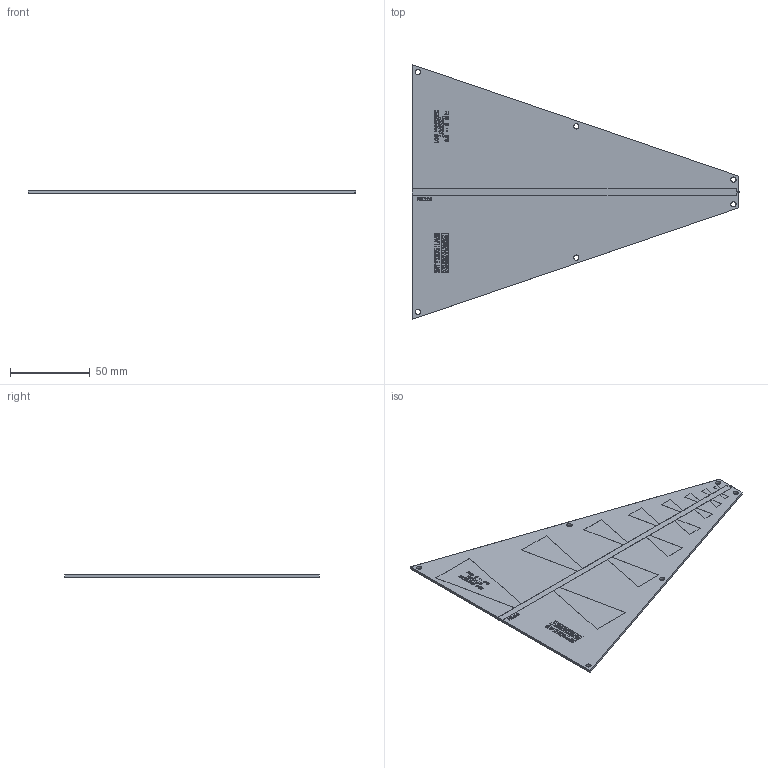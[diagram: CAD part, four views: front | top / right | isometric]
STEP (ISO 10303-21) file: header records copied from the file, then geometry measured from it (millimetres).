
FILE_DESCRIPTION(('KiCad electronic assembly'),'2;1');
FILE_NAME('LOG_PERIODIC_PCB.step','2026-01-03T18:38:58',('Pcbnew'),( 'Kicad'),'Open CASCADE STEP processor 7.9','KiCad to STEP converter' ,'Unknown');
FILE_SCHEMA(('AUTOMOTIVE_DESIGN { 1 0 10303 214 1 1 1 1 }'));
Length unit declared in the file: millimetre
Products named in the file (7): LOG_PERIODIC_PCB 1; LOG_PERIODIC_PCB_copper; LOG_PERIODIC_PCB_via; LOG_PERIODIC_PCB_silkscreen; LOG_PERIODIC_PCB_soldermask; LOG_PERIODIC_PCB_PCB
Assembly tree (6 placements, depth 2):
  LOG_PERIODIC_PCB 1
    LOG_PERIODIC_PCB_copper
    LOG_PERIODIC_PCB_via
    LOG_PERIODIC_PCB_silkscreen
    LOG_PERIODIC_PCB_soldermask
    LOG_PERIODIC_PCB_soldermask
    LOG_PERIODIC_PCB_PCB
Bounding box: 205.5 x 160 x 1.64 mm (x, y, z)
Volume: 28101.7 mm3; surface area: 92040.4 mm2
Topology: 5 solids, 51 shells, 205 faces, 2573 edges, 2424 vertices
Faces by surface type: plane 194, cylinder 11
Full cylindrical faces by diameter (mm): 0.95 x1, 1 x1, 3.2 x6
Entity records: 23330 total; most frequent: CARTESIAN_POINT 5209, DIRECTION 3165, ORIENTED_EDGE 3020, EDGE_CURVE 2573, VERTEX_POINT 2424, LINE 2405, VECTOR 2405, AXIS2_PLACEMENT_3D 380
